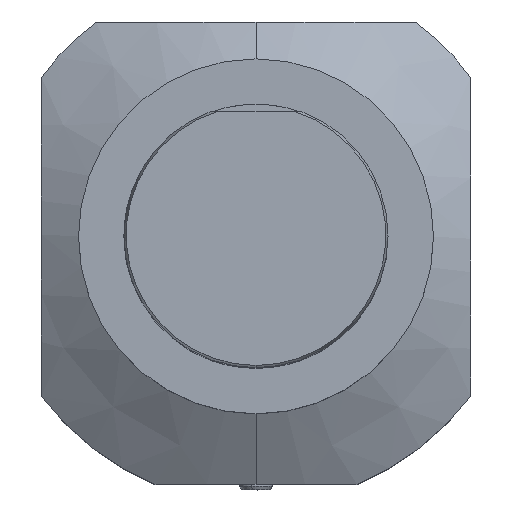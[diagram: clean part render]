
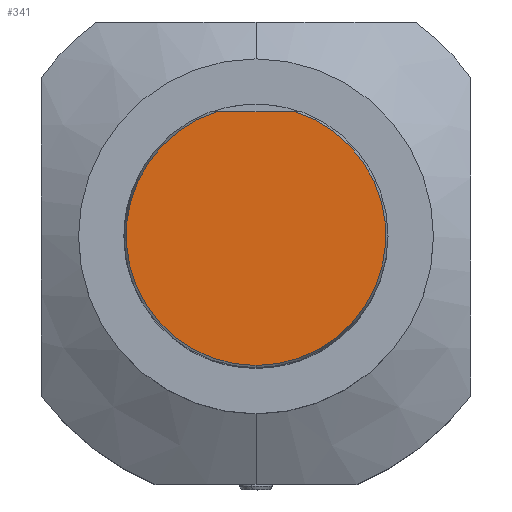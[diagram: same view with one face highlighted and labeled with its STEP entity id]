
A CAD part, top view. The second image highlights one B-rep face of the part: STEP entity #341.
In plain terms, the highlighted planar face has unit normal (0, 0, 1).
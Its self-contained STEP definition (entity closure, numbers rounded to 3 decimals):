
#308=CARTESIAN_POINT('',(0.,0.,53.));
#309=DIRECTION('',(0.,0.,1.));
#310=DIRECTION('',(0.,1.,-0.));
#311=AXIS2_PLACEMENT_3D('',#308,#309,#310);
#312=PLANE('',#311);
#313=CARTESIAN_POINT('',(4.743,15.,53.));
#314=VERTEX_POINT('',#313);
#315=CARTESIAN_POINT('',(-4.743,15.,53.));
#316=VERTEX_POINT('',#315);
#317=CARTESIAN_POINT('',(4.743,15.,53.));
#318=DIRECTION('',(-1.,0.,0.));
#319=VECTOR('',#318,9.486);
#320=LINE('',#317,#319);
#321=EDGE_CURVE('',#314,#316,#320,.T.);
#322=ORIENTED_EDGE('',*,*,#321,.T.);
#323=CARTESIAN_POINT('',(-0.,-15.732,53.));
#324=VERTEX_POINT('',#323);
#325=CARTESIAN_POINT('',(0.,0.,53.));
#326=DIRECTION('',(0.,0.,1.));
#327=DIRECTION('',(-1.,0.,0.));
#328=AXIS2_PLACEMENT_3D('',#325,#326,#327);
#329=CIRCLE('',#328,15.732);
#330=EDGE_CURVE('',#316,#324,#329,.T.);
#331=ORIENTED_EDGE('',*,*,#330,.T.);
#332=CARTESIAN_POINT('',(0.,0.,53.));
#333=DIRECTION('',(0.,0.,1.));
#334=DIRECTION('',(-1.,0.,0.));
#335=AXIS2_PLACEMENT_3D('',#332,#333,#334);
#336=CIRCLE('',#335,15.732);
#337=EDGE_CURVE('',#324,#314,#336,.T.);
#338=ORIENTED_EDGE('',*,*,#337,.T.);
#339=EDGE_LOOP('',(#322,#331,#338));
#340=FACE_BOUND('',#339,.T.);
#341=ADVANCED_FACE('',(#340),#312,.T.);
